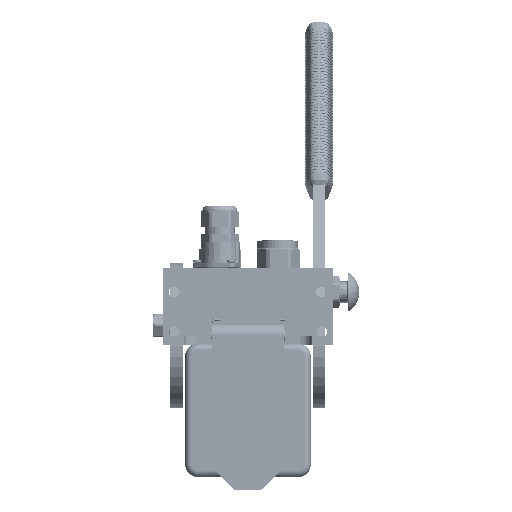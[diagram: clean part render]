
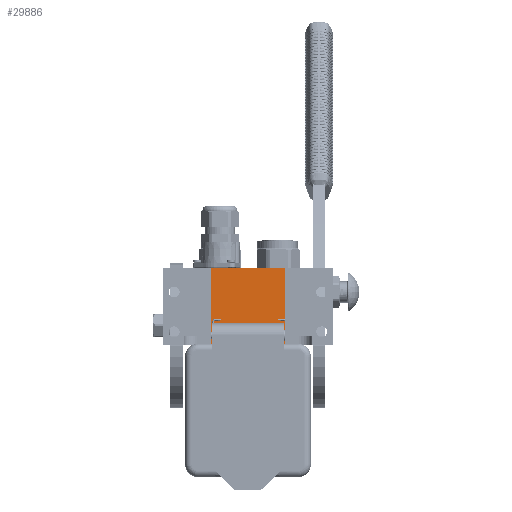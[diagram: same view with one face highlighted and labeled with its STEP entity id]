
A CAD part, left-side view. The second image highlights one B-rep face of the part: STEP entity #29886.
In plain terms, the highlighted face is planar.
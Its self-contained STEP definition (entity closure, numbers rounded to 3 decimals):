
#8535 = DIRECTION ( 'NONE',  ( -1., 0., 0. ) ) ;
#12173 = ORIENTED_EDGE ( 'NONE', *, *, #23667, .T. ) ;
#12401 = EDGE_CURVE ( 'NONE', #39810, #193455, #37275, .T. ) ;
#14379 = ORIENTED_EDGE ( 'NONE', *, *, #12401, .T. ) ;
#15079 = ORIENTED_EDGE ( 'NONE', *, *, #76024, .F. ) ;
#23667 = EDGE_CURVE ( 'NONE', #193455, #69318, #67450, .T. ) ;
#23941 = CARTESIAN_POINT ( 'NONE',  ( 29., 0., -107.5 ) ) ;
#29886 = ADVANCED_FACE ( 'NONE', ( #146934 ), #197961, .T. ) ;
#33650 = AXIS2_PLACEMENT_3D ( 'NONE', #69814, #133163, #87874 ) ;
#37275 = LINE ( 'NONE', #57770, #42253 ) ;
#39810 = VERTEX_POINT ( 'NONE', #23941 ) ;
#42253 = VECTOR ( 'NONE', #55708, 1000. ) ;
#51205 = VECTOR ( 'NONE', #8535, 1000. ) ;
#55708 = DIRECTION ( 'NONE',  ( -1., 0., 0. ) ) ;
#57770 = CARTESIAN_POINT ( 'NONE',  ( 29., 0., -107.5 ) ) ;
#59200 = CARTESIAN_POINT ( 'NONE',  ( 29., 0., -107.5 ) ) ;
#67450 = LINE ( 'NONE', #160048, #74823 ) ;
#68382 = LINE ( 'NONE', #59200, #85764 ) ;
#69318 = VERTEX_POINT ( 'NONE', #123157 ) ;
#69814 = CARTESIAN_POINT ( 'NONE',  ( 29., 0., -107.5 ) ) ;
#74823 = VECTOR ( 'NONE', #80648, 1000. ) ;
#76024 = EDGE_CURVE ( 'NONE', #130994, #69318, #168244, .T. ) ;
#80648 = DIRECTION ( 'NONE',  ( 0., 1., 0. ) ) ;
#85764 = VECTOR ( 'NONE', #170558, 1000. ) ;
#87874 = DIRECTION ( 'NONE',  ( -1., 0., 0. ) ) ;
#95479 = EDGE_LOOP ( 'NONE', ( #12173, #15079, #96465, #14379 ) ) ;
#96465 = ORIENTED_EDGE ( 'NONE', *, *, #187871, .F. ) ;
#123157 = CARTESIAN_POINT ( 'NONE',  ( -29., 60.2, -107.5 ) ) ;
#130994 = VERTEX_POINT ( 'NONE', #194458 ) ;
#131049 = CARTESIAN_POINT ( 'NONE',  ( -29., 0., -107.5 ) ) ;
#133163 = DIRECTION ( 'NONE',  ( 0., 0., -1. ) ) ;
#146934 = FACE_OUTER_BOUND ( 'NONE', #95479, .T. ) ;
#160048 = CARTESIAN_POINT ( 'NONE',  ( -29., 0., -107.5 ) ) ;
#168244 = LINE ( 'NONE', #183161, #51205 ) ;
#170558 = DIRECTION ( 'NONE',  ( 0., 1., 0. ) ) ;
#183161 = CARTESIAN_POINT ( 'NONE',  ( 29., 60.2, -107.5 ) ) ;
#187871 = EDGE_CURVE ( 'NONE', #39810, #130994, #68382, .T. ) ;
#193455 = VERTEX_POINT ( 'NONE', #131049 ) ;
#194458 = CARTESIAN_POINT ( 'NONE',  ( 29., 60.2, -107.5 ) ) ;
#197961 = PLANE ( 'NONE',  #33650 ) ;
